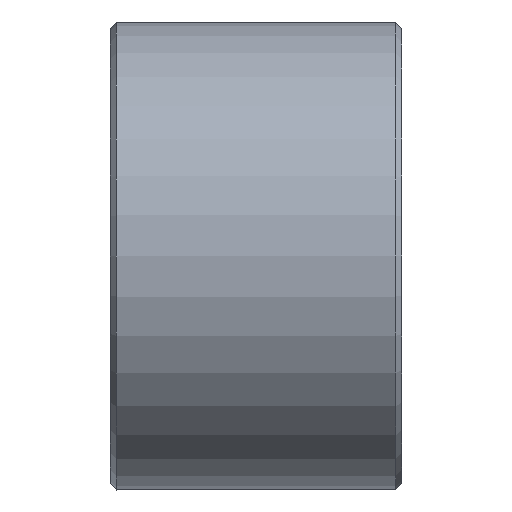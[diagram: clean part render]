
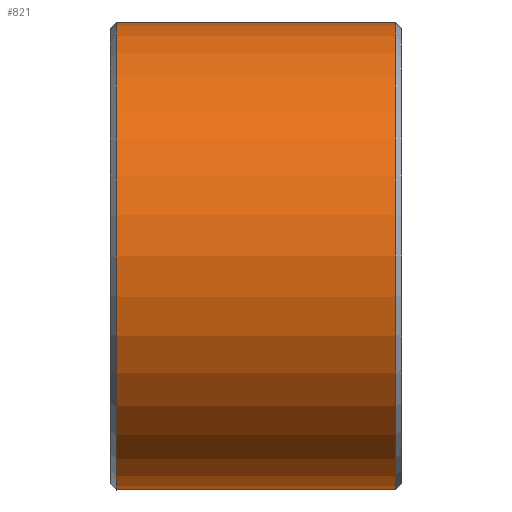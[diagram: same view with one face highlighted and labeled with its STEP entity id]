
A CAD part, left-side view. The second image highlights one B-rep face of the part: STEP entity #821.
In plain terms, the highlighted cylindrical face has radius 7.63 mm (diameter 15.26 mm), a partial arc.
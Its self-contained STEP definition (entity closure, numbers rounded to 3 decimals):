
#81=CARTESIAN_POINT('',(-35.545,9.3,0.));
#82=DIRECTION('',(0.,1.,0.));
#83=DIRECTION('',(0.,0.,-1.));
#84=AXIS2_PLACEMENT_3D('',#81,#82,#83);
#86=CARTESIAN_POINT('',(-35.545,0.2,0.));
#87=DIRECTION('',(0.,-1.,0.));
#88=DIRECTION('',(0.,0.,1.));
#89=AXIS2_PLACEMENT_3D('',#86,#87,#88);
#91=DIRECTION('',(0.,1.,0.));
#92=VECTOR('',#91,9.1);
#93=CARTESIAN_POINT('',(-35.545,0.2,-7.63));
#94=LINE('',#93,#92);
#209=DIRECTION('',(0.,1.,0.));
#210=VECTOR('',#209,9.1);
#211=CARTESIAN_POINT('',(-35.545,0.2,7.63));
#212=LINE('',#211,#210);
#585=CARTESIAN_POINT('',(-35.545,9.3,7.63));
#587=VERTEX_POINT('',#585);
#595=CARTESIAN_POINT('',(-35.545,9.3,-7.63));
#596=VERTEX_POINT('',#595);
#601=CARTESIAN_POINT('',(-35.545,0.2,
-7.63));
#603=VERTEX_POINT('',#601);
#611=CARTESIAN_POINT('',(-35.545,0.2,7.63));
#612=VERTEX_POINT('',#611);
#807=CARTESIAN_POINT('',(-35.545,0.,0.));
#808=DIRECTION('',(0.,1.,0.));
#809=DIRECTION('',(1.,0.,0.));
#810=AXIS2_PLACEMENT_3D('',#807,#808,#809);
#811=CYLINDRICAL_SURFACE('',#810,7.63);
#813=ORIENTED_EDGE('',*,*,#812,.T.);
#815=ORIENTED_EDGE('',*,*,#814,.F.);
#816=ORIENTED_EDGE('',*,*,#801,.T.);
#818=ORIENTED_EDGE('',*,*,#817,.T.);
#819=EDGE_LOOP('',(#813,#815,#816,#818));
#820=FACE_OUTER_BOUND('',#819,.F.);
#821=ADVANCED_FACE('',(#820),#811,.T.);
#85=CIRCLE('',#84,7.63);
#90=CIRCLE('',#89,7.63);
#801=EDGE_CURVE('',#612,#603,#90,.T.);
#812=EDGE_CURVE('',#596,#587,#85,.T.);
#814=EDGE_CURVE('',#612,#587,#212,.T.);
#817=EDGE_CURVE('',#603,#596,#94,.T.);
